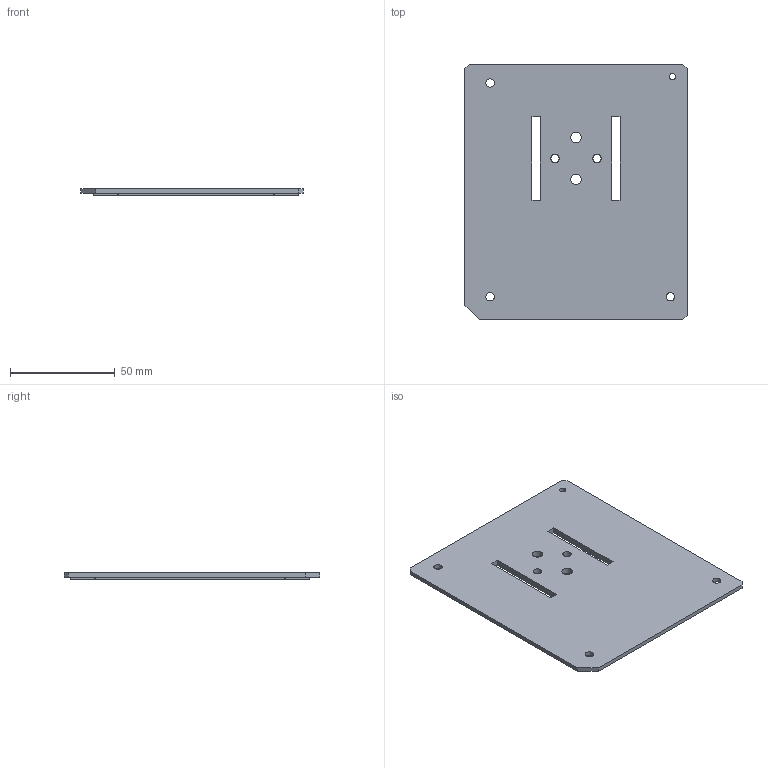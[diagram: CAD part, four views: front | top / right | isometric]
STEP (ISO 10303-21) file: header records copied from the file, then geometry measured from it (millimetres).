
FILE_DESCRIPTION(/* description */ ('STEP AP242','CAx-IF Rec.Pracs.---Representation and Presentation of Product Manufacturing Information (PMI)---4.0---2014-10-13','CAx-IF Rec.Pracs.---3D Tessellated Geometry---0.4---2014-09-14','2;1'),/* implementation_level */ '2;1');
FILE_NAME(/* name */ '67db31bf6423e12a152d6cb2',/* time_stamp */ '2025-03-19T21:06:07Z',/* author */ (''),/* organization */ (''),/* preprocessor_version */ 'ST-DEVELOPER v20',/* originating_system */ 'ONSHAPE BY PTC INC, 1.195',/* authorisation */ ' ');
FILE_SCHEMA (('AP242_MANAGED_MODEL_BASED_3D_ENGINEERING_MIM_LF { 1 0 10303 442 1 1 4 }'));
Length unit declared in the file: metre
Products named in the file (1): Lateral A
Bounding box: 106 x 122 x 3 mm (x, y, z)
Volume: 35240.8 mm3; surface area: 27056.2 mm2
Topology: 1 solids, 1 shells, 43 faces, 124 edges, 84 vertices
Faces by surface type: plane 35, cylinder 8
Full cylindrical faces by diameter (mm): 3 x1, 4 x5, 5 x2
Entity records: 1392 total; most frequent: CARTESIAN_POINT 236, ORIENTED_EDGE 224, DIRECTION 216, EDGE_CURVE 112, LINE 96, VECTOR 96, VERTEX_POINT 80, EDGE_LOOP 72
